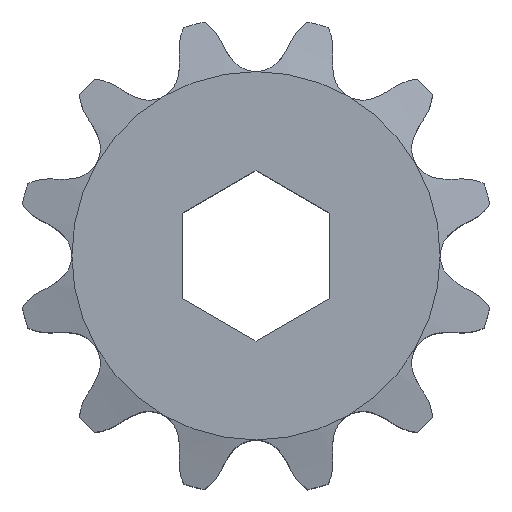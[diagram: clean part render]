
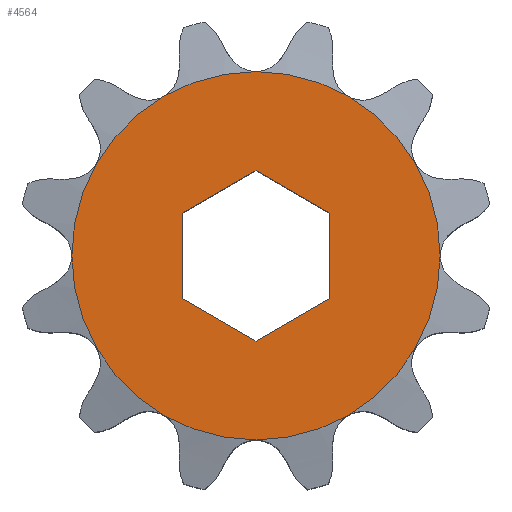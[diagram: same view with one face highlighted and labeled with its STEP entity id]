
A CAD part, top view. The second image highlights one B-rep face of the part: STEP entity #4564.
In plain terms, the highlighted planar face has unit normal (0, 0, 1).
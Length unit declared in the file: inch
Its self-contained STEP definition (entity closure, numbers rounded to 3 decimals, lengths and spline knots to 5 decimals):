
#442 = AXIS2_PLACEMENT_3D ( 'NONE', #8281, #8282, #8283 ) ;
#447 = AXIS2_PLACEMENT_3D ( 'NONE', #4203, #4204, #4205 ) ;
#874 = VECTOR ( 'NONE', #8174, 39.37008 ) ;
#876 = VECTOR ( 'NONE', #8178, 39.37008 ) ;
#878 = VECTOR ( 'NONE', #8181, 39.37008 ) ;
#879 = LINE ( 'NONE', #8183, #874 ) ;
#880 = VECTOR ( 'NONE', #8184, 39.37008 ) ;
#881 = LINE ( 'NONE', #8185, #876 ) ;
#882 = VECTOR ( 'NONE', #8186, 39.37008 ) ;
#883 = LINE ( 'NONE', #8187, #878 ) ;
#884 = VECTOR ( 'NONE', #8195, 39.37008 ) ;
#885 = LINE ( 'NONE', #8194, #880 ) ;
#886 = LINE ( 'NONE', #8193, #882 ) ;
#888 = LINE ( 'NONE', #8192, #884 ) ;
#1050 = EDGE_LOOP ( 'NONE', ( #7055, #7054 ) ) ;
#1059 = EDGE_LOOP ( 'NONE', ( #7061, #7060, #7059, #7058, #7057, #7056 ) ) ;
#2225 = VERTEX_POINT ( 'NONE', #6554 ) ;
#2239 = VERTEX_POINT ( 'NONE', #6563 ) ;
#2347 = VERTEX_POINT ( 'NONE', #5404 ) ;
#2348 = VERTEX_POINT ( 'NONE', #5401 ) ;
#2371 = VERTEX_POINT ( 'NONE', #5609 ) ;
#2406 = VERTEX_POINT ( 'NONE', #5620 ) ;
#2408 = VERTEX_POINT ( 'NONE', #5617 ) ;
#2410 = VERTEX_POINT ( 'NONE', #5608 ) ;
#2560 = EDGE_CURVE ( 'NONE', #2408, #2348, #888, .T. ) ;
#2561 = EDGE_CURVE ( 'NONE', #2347, #2408, #886, .T. ) ;
#2562 = EDGE_CURVE ( 'NONE', #2406, #2347, #885, .T. ) ;
#2563 = EDGE_CURVE ( 'NONE', #2371, #2406, #883, .T. ) ;
#2564 = EDGE_CURVE ( 'NONE', #2410, #2371, #881, .T. ) ;
#2565 = EDGE_CURVE ( 'NONE', #2348, #2410, #879, .T. ) ;
#3577 = CARTESIAN_POINT ( 'NONE',  ( 0., 0.62476, 0.756 ) ) ;
#3583 = PLANE ( 'NONE',  #3677 ) ;
#3585 = DIRECTION ( 'NONE',  ( 0., 0., -1. ) ) ;
#3586 = DIRECTION ( 'NONE',  ( 1., 0., 0. ) ) ;
#3677 = AXIS2_PLACEMENT_3D ( 'NONE', #3577, #3585, #3586 ) ;
#4203 = CARTESIAN_POINT ( 'NONE',  ( 0., 0., 0.756 ) ) ;
#4204 = DIRECTION ( 'NONE',  ( 0., 0., 1. ) ) ;
#4205 = DIRECTION ( 'NONE',  ( 1., 0., 0. ) ) ;
#4564 = ADVANCED_FACE ( 'NONE', ( #6114, #6109 ), #3583, .F. ) ;
#5401 = CARTESIAN_POINT ( 'NONE',  ( -0.2505, 0.14463, 0.756 ) ) ;
#5404 = CARTESIAN_POINT ( 'NONE',  ( 0.2505, 0.14463, 0.756 ) ) ;
#5608 = CARTESIAN_POINT ( 'NONE',  ( -0.2505, -0.14463, 0.756 ) ) ;
#5609 = CARTESIAN_POINT ( 'NONE',  ( 0., -0.28925, 0.756 ) ) ;
#5617 = CARTESIAN_POINT ( 'NONE',  ( 0., 0.28925, 0.756 ) ) ;
#5620 = CARTESIAN_POINT ( 'NONE',  ( 0.2505, -0.14463, 0.756 ) ) ;
#6109 = FACE_OUTER_BOUND ( 'NONE', #1050, .T. ) ;
#6114 = FACE_BOUND ( 'NONE', #1059, .T. ) ;
#6554 = CARTESIAN_POINT ( 'NONE',  ( -0.62476, 0., 0.756 ) ) ;
#6563 = CARTESIAN_POINT ( 'NONE',  ( 0.62476, 0., 0.756 ) ) ;
#6768 = CIRCLE ( 'NONE', #442, 0.62476 ) ;
#6771 = CIRCLE ( 'NONE', #447, 0.62476 ) ;
#7054 = ORIENTED_EDGE ( 'NONE', *, *, #7439, .T. ) ;
#7055 = ORIENTED_EDGE ( 'NONE', *, *, #7612, .T. ) ;
#7056 = ORIENTED_EDGE ( 'NONE', *, *, #2565, .F. ) ;
#7057 = ORIENTED_EDGE ( 'NONE', *, *, #2564, .F. ) ;
#7058 = ORIENTED_EDGE ( 'NONE', *, *, #2563, .F. ) ;
#7059 = ORIENTED_EDGE ( 'NONE', *, *, #2562, .F. ) ;
#7060 = ORIENTED_EDGE ( 'NONE', *, *, #2561, .F. ) ;
#7061 = ORIENTED_EDGE ( 'NONE', *, *, #2560, .F. ) ;
#7439 = EDGE_CURVE ( 'NONE', #2225, #2239, #6771, .T. ) ;
#7612 = EDGE_CURVE ( 'NONE', #2239, #2225, #6768, .T. ) ;
#8174 = DIRECTION ( 'NONE',  ( 0., -1., 0. ) ) ;
#8178 = DIRECTION ( 'NONE',  ( 0.866, -0.5, 0. ) ) ;
#8181 = DIRECTION ( 'NONE',  ( 0.866, 0.5, 0. ) ) ;
#8183 = CARTESIAN_POINT ( 'NONE',  ( -0.2505, 0.14463, 0.756 ) ) ;
#8184 = DIRECTION ( 'NONE',  ( 0., 1., 0. ) ) ;
#8185 = CARTESIAN_POINT ( 'NONE',  ( -0.2505, -0.14463, 0.756 ) ) ;
#8186 = DIRECTION ( 'NONE',  ( -0.866, 0.5, 0. ) ) ;
#8187 = CARTESIAN_POINT ( 'NONE',  ( 0., -0.28925, 0.756 ) ) ;
#8192 = CARTESIAN_POINT ( 'NONE',  ( 0., 0.28925, 0.756 ) ) ;
#8193 = CARTESIAN_POINT ( 'NONE',  ( 0.2505, 0.14463, 0.756 ) ) ;
#8194 = CARTESIAN_POINT ( 'NONE',  ( 0.2505, -0.14463, 0.756 ) ) ;
#8195 = DIRECTION ( 'NONE',  ( -0.866, -0.5, 0. ) ) ;
#8281 = CARTESIAN_POINT ( 'NONE',  ( 0., 0., 0.756 ) ) ;
#8282 = DIRECTION ( 'NONE',  ( 0., 0., 1. ) ) ;
#8283 = DIRECTION ( 'NONE',  ( 1., 0., 0. ) ) ;
